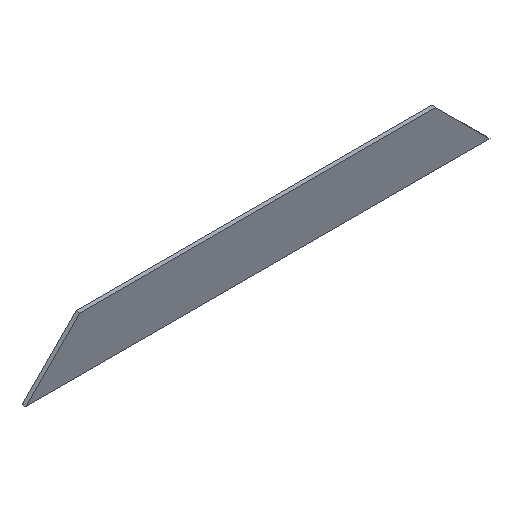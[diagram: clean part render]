
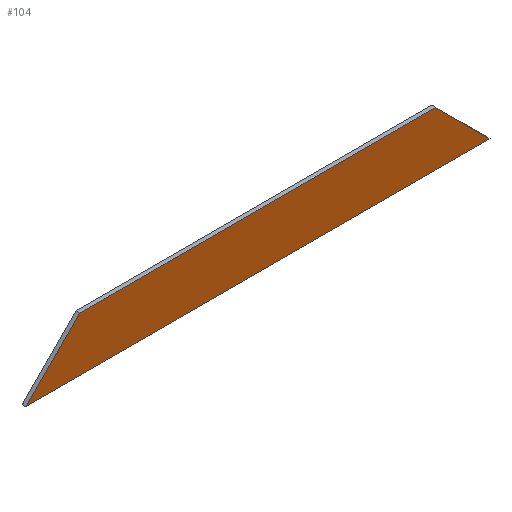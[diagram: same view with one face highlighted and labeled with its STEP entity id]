
A CAD part, isometric view. The second image highlights one B-rep face of the part: STEP entity #104.
In plain terms, the highlighted planar face has unit normal (0, -1, 0).
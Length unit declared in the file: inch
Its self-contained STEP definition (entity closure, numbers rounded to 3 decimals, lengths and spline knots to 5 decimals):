
#18=FACE_OUTER_BOUND('',#24,.T.);
#24=EDGE_LOOP('',(#83,#84,#85,#86));
#27=LINE('',#163,#39);
#33=LINE('',#176,#45);
#37=LINE('',#182,#49);
#38=LINE('',#183,#50);
#39=VECTOR('',#137,39.37008);
#45=VECTOR('',#145,39.37008);
#49=VECTOR('',#153,39.37008);
#50=VECTOR('',#154,39.37008);
#51=VERTEX_POINT('',#161);
#52=VERTEX_POINT('',#162);
#57=VERTEX_POINT('',#173);
#58=VERTEX_POINT('',#175);
#59=EDGE_CURVE('',#51,#52,#27,.T.);
#65=EDGE_CURVE('',#58,#57,#33,.T.);
#69=EDGE_CURVE('',#51,#57,#37,.T.);
#70=EDGE_CURVE('',#52,#58,#38,.T.);
#83=ORIENTED_EDGE('',*,*,#69,.F.);
#84=ORIENTED_EDGE('',*,*,#59,.T.);
#85=ORIENTED_EDGE('',*,*,#70,.T.);
#86=ORIENTED_EDGE('',*,*,#65,.T.);
#98=PLANE('',#130);
#104=ADVANCED_FACE('',(#18),#98,.F.);
#130=AXIS2_PLACEMENT_3D('',#181,#151,#152);
#137=DIRECTION('',(-1.,0.,0.));
#145=DIRECTION('',(1.,0.,0.));
#151=DIRECTION('center_axis',(0.,1.,0.));
#152=DIRECTION('ref_axis',(0.,0.,1.));
#153=DIRECTION('',(0.707,0.,-0.707));
#154=DIRECTION('',(-0.707,0.,-0.707));
#161=CARTESIAN_POINT('',(11.46447,0.,3.5));
#162=CARTESIAN_POINT('',(-11.46447,0.,3.5));
#163=CARTESIAN_POINT('',(0.,0.,3.5));
#173=CARTESIAN_POINT('',(14.96447,0.,0.));
#175=CARTESIAN_POINT('',(-14.96447,0.,0.));
#176=CARTESIAN_POINT('',(0.,0.,0.));
#181=CARTESIAN_POINT('Origin',(0.,0.,0.));
#182=CARTESIAN_POINT('',(7.48223,0.,7.48223));
#183=CARTESIAN_POINT('',(-7.48223,0.,7.48223));
